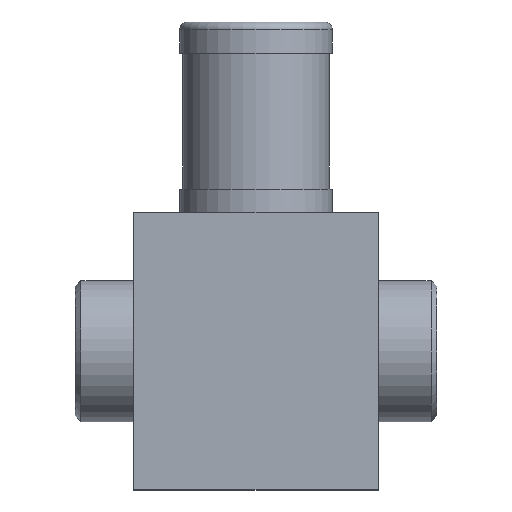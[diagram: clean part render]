
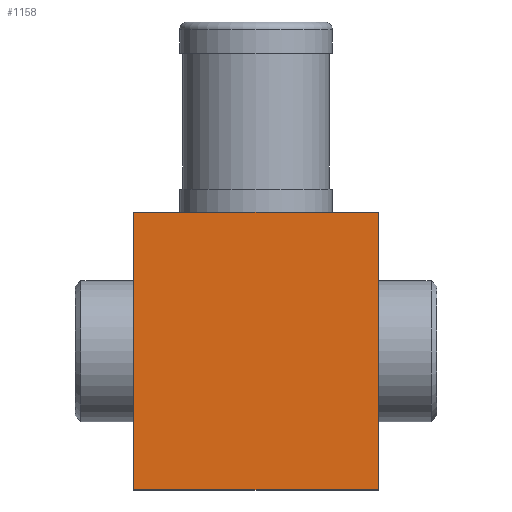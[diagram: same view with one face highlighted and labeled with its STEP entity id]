
A CAD part, top view. The second image highlights one B-rep face of the part: STEP entity #1158.
In plain terms, the highlighted planar face has unit normal (0, 0, 1).
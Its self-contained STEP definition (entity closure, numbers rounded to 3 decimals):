
#33=PLANE('',#1291);
#101=LINE('',#2189,#141);
#104=LINE('',#2195,#144);
#105=LINE('',#2197,#145);
#106=LINE('',#2199,#146);
#141=VECTOR('',#1535,1000.);
#144=VECTOR('',#1540,1000.);
#145=VECTOR('',#1541,1000.);
#146=VECTOR('',#1542,1000.);
#309=ORIENTED_EDGE('',*,*,#593,.T.);
#310=ORIENTED_EDGE('',*,*,#594,.F.);
#311=ORIENTED_EDGE('',*,*,#595,.F.);
#312=ORIENTED_EDGE('',*,*,#590,.T.);
#590=EDGE_CURVE('',#727,#726,#101,.T.);
#593=EDGE_CURVE('',#726,#729,#104,.T.);
#594=EDGE_CURVE('',#730,#729,#105,.T.);
#595=EDGE_CURVE('',#727,#730,#106,.T.);
#726=VERTEX_POINT('',#2188);
#727=VERTEX_POINT('',#2190);
#729=VERTEX_POINT('',#2196);
#730=VERTEX_POINT('',#2198);
#826=EDGE_LOOP('',(#309,#310,#311,#312));
#984=FACE_BOUND('',#826,.T.);
#1158=ADVANCED_FACE('',(#984),#33,.F.);
#1291=AXIS2_PLACEMENT_3D('',#2194,#1538,#1539);
#1535=DIRECTION('',(-1.,0.,0.));
#1538=DIRECTION('',(0.,0.,-1.));
#1539=DIRECTION('',(-1.,0.,0.));
#1540=DIRECTION('',(0.,-1.,0.));
#1541=DIRECTION('',(-1.,0.,0.));
#1542=DIRECTION('',(0.,-1.,0.));
#2188=CARTESIAN_POINT('',(-52.,118.,59.));
#2189=CARTESIAN_POINT('',(52.,118.,59.));
#2190=CARTESIAN_POINT('',(52.,118.,59.));
#2194=CARTESIAN_POINT('',(52.,118.,59.));
#2195=CARTESIAN_POINT('',(-52.,118.,59.));
#2196=CARTESIAN_POINT('',(-52.,0.,59.));
#2197=CARTESIAN_POINT('',(52.,0.,59.));
#2198=CARTESIAN_POINT('',(52.,0.,59.));
#2199=CARTESIAN_POINT('',(52.,118.,59.));
